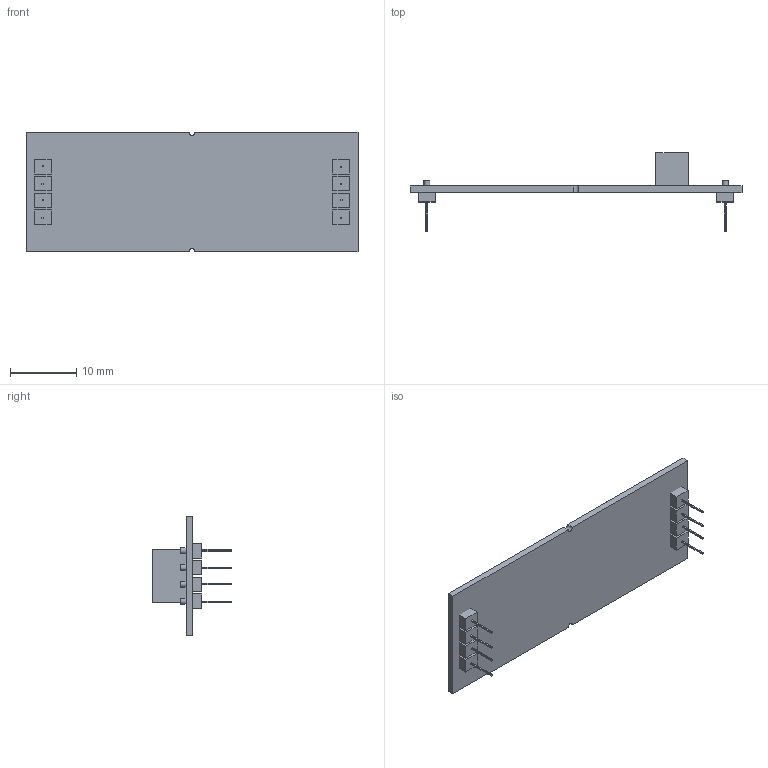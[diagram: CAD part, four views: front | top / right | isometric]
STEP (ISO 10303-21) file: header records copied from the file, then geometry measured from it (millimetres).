
FILE_DESCRIPTION(/* description */ (''),/* implementation_level */ '2;1');
FILE_NAME(/* name */ 'MAX485ensamble.stp',/* time_stamp */ '2021-11-03T23:12:00-05:00',/* author */ ('DANIEL'),/* organization */ (''),/* preprocessor_version */ 'ST-DEVELOPER v18',/* originating_system */ 'Autodesk Inventor 2020',/* authorisation */ '');
FILE_SCHEMA (('AUTOMOTIVE_DESIGN { 1 0 10303 214 3 1 1 }'));
Length unit declared in the file: millimetre
Products named in the file (3): MAX485ensamble; MAX485; pata
Assembly tree (9 placements, depth 2):
  MAX485ensamble
    MAX485
    pata  x8
Bounding box: 50 x 11.8 x 18 mm (x, y, z)
Volume: 1169 mm3; surface area: 2349.6 mm2
Topology: 9 solids, 9 shells, 127 faces, 300 edges, 208 vertices
Faces by surface type: plane 109, cylinder 18
Full cylindrical faces by diameter (mm): 0.9 x16
Entity records: 1382 total; most frequent: DIRECTION 225, CARTESIAN_POINT 213, ORIENTED_EDGE 194, EDGE_CURVE 97, AXIS2_PLACEMENT_3D 80, VERTEX_POINT 68, LINE 65, VECTOR 65
